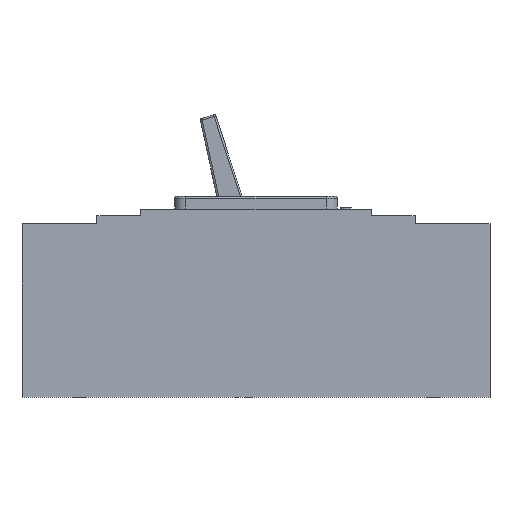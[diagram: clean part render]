
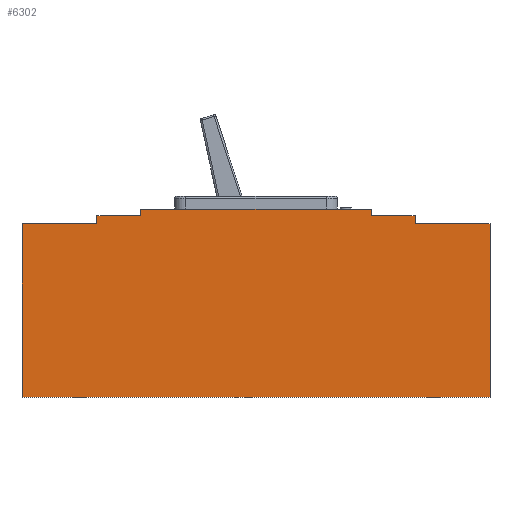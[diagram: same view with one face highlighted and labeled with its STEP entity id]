
A CAD part, left-side view. The second image highlights one B-rep face of the part: STEP entity #6302.
In plain terms, the highlighted planar face has unit normal (-1, 0, 0).
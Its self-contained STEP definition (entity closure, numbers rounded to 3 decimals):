
#167 = ORIENTED_EDGE ( 'NONE', *, *, #742, .F. ) ;
#250 = CARTESIAN_POINT ( 'NONE',  ( -71.5, -87., 95. ) ) ;
#288 = VERTEX_POINT ( 'NONE', #250 ) ;
#395 = EDGE_CURVE ( 'NONE', #9093, #3186, #7953, .T. ) ;
#404 = CARTESIAN_POINT ( 'NONE',  ( -71.5, -128., 95. ) ) ;
#700 = EDGE_CURVE ( 'NONE', #2341, #4552, #9072, .T. ) ;
#742 = EDGE_CURVE ( 'NONE', #2685, #2341, #3126, .T. ) ;
#782 = CARTESIAN_POINT ( 'NONE',  ( -71.5, -128., 95. ) ) ;
#929 = CARTESIAN_POINT ( 'NONE',  ( -71.5, -63., 99.5 ) ) ;
#976 = CARTESIAN_POINT ( 'NONE',  ( -71.5, -87., 99.5 ) ) ;
#1303 = ORIENTED_EDGE ( 'NONE', *, *, #3013, .F. ) ;
#1324 = LINE ( 'NONE', #5343, #2424 ) ;
#1336 = CARTESIAN_POINT ( 'NONE',  ( -71.5, -128., 0. ) ) ;
#1372 = VECTOR ( 'NONE', #5570, 1000. ) ;
#1692 = DIRECTION ( 'NONE',  ( 0., -1., 0. ) ) ;
#1749 = EDGE_CURVE ( 'NONE', #4678, #3186, #7795, .T. ) ;
#1989 = DIRECTION ( 'NONE',  ( 0., 0., -1. ) ) ;
#2282 = VERTEX_POINT ( 'NONE', #6397 ) ;
#2341 = VERTEX_POINT ( 'NONE', #929 ) ;
#2424 = VECTOR ( 'NONE', #6198, 1000. ) ;
#2430 = EDGE_CURVE ( 'NONE', #9093, #7343, #9888, .T. ) ;
#2642 = DIRECTION ( 'NONE',  ( 0., -1., 0. ) ) ;
#2685 = VERTEX_POINT ( 'NONE', #7830 ) ;
#2946 = EDGE_CURVE ( 'NONE', #5364, #8357, #10253, .T. ) ;
#2949 = VECTOR ( 'NONE', #8665, 1000. ) ;
#2963 = CARTESIAN_POINT ( 'NONE',  ( -71.5, 87., 99.5 ) ) ;
#3013 = EDGE_CURVE ( 'NONE', #4867, #8357, #5938, .T. ) ;
#3126 = LINE ( 'NONE', #3871, #8813 ) ;
#3186 = VERTEX_POINT ( 'NONE', #8712 ) ;
#3261 = ORIENTED_EDGE ( 'NONE', *, *, #8404, .F. ) ;
#3351 = ORIENTED_EDGE ( 'NONE', *, *, #8869, .F. ) ;
#3365 = ORIENTED_EDGE ( 'NONE', *, *, #700, .F. ) ;
#3534 = CARTESIAN_POINT ( 'NONE',  ( -71.5, 63., 103. ) ) ;
#3871 = CARTESIAN_POINT ( 'NONE',  ( -71.5, -63., 103. ) ) ;
#4552 = VERTEX_POINT ( 'NONE', #976 ) ;
#4678 = VERTEX_POINT ( 'NONE', #3534 ) ;
#4689 = VECTOR ( 'NONE', #5077, 1000. ) ;
#4720 = ORIENTED_EDGE ( 'NONE', *, *, #7452, .T. ) ;
#4867 = VERTEX_POINT ( 'NONE', #8338 ) ;
#5077 = DIRECTION ( 'NONE',  ( 0., 0., -1. ) ) ;
#5206 = VECTOR ( 'NONE', #9900, 1000. ) ;
#5296 = CARTESIAN_POINT ( 'NONE',  ( -71.5, 87., 95. ) ) ;
#5343 = CARTESIAN_POINT ( 'NONE',  ( -71.5, 63., 103. ) ) ;
#5364 = VERTEX_POINT ( 'NONE', #6037 ) ;
#5570 = DIRECTION ( 'NONE',  ( 0., 0., -1. ) ) ;
#5938 = LINE ( 'NONE', #404, #6307 ) ;
#5970 = VECTOR ( 'NONE', #9229, 1000. ) ;
#6037 = CARTESIAN_POINT ( 'NONE',  ( -71.5, 128., 0. ) ) ;
#6051 = LINE ( 'NONE', #6255, #2949 ) ;
#6198 = DIRECTION ( 'NONE',  ( 0., -1., 0. ) ) ;
#6255 = CARTESIAN_POINT ( 'NONE',  ( -71.5, -128., 95. ) ) ;
#6258 = DIRECTION ( 'NONE',  ( 1., 0., 0. ) ) ;
#6302 = ADVANCED_FACE ( 'NONE', ( #8416 ), #10218, .F. ) ;
#6307 = VECTOR ( 'NONE', #1989, 1000. ) ;
#6397 = CARTESIAN_POINT ( 'NONE',  ( -71.5, 128., 95. ) ) ;
#6856 = DIRECTION ( 'NONE',  ( 0., 0., -1. ) ) ;
#6885 = CARTESIAN_POINT ( 'NONE',  ( -71.5, 63., 103. ) ) ;
#6911 = LINE ( 'NONE', #7081, #10240 ) ;
#7081 = CARTESIAN_POINT ( 'NONE',  ( -71.5, 128., 95. ) ) ;
#7179 = ORIENTED_EDGE ( 'NONE', *, *, #8583, .F. ) ;
#7308 = ORIENTED_EDGE ( 'NONE', *, *, #1749, .T. ) ;
#7343 = VERTEX_POINT ( 'NONE', #5296 ) ;
#7452 = EDGE_CURVE ( 'NONE', #2282, #5364, #6911, .T. ) ;
#7487 = EDGE_CURVE ( 'NONE', #288, #4867, #6051, .T. ) ;
#7489 = VECTOR ( 'NONE', #8116, 1000. ) ;
#7740 = LINE ( 'NONE', #9647, #9959 ) ;
#7771 = DIRECTION ( 'NONE',  ( 0., 0., -1. ) ) ;
#7795 = LINE ( 'NONE', #6885, #1372 ) ;
#7830 = CARTESIAN_POINT ( 'NONE',  ( -71.5, -63., 103. ) ) ;
#7864 = ORIENTED_EDGE ( 'NONE', *, *, #395, .F. ) ;
#7926 = CARTESIAN_POINT ( 'NONE',  ( -71.5, 87., 99.5 ) ) ;
#7953 = LINE ( 'NONE', #7926, #9928 ) ;
#8107 = ORIENTED_EDGE ( 'NONE', *, *, #2946, .T. ) ;
#8116 = DIRECTION ( 'NONE',  ( 0., 0., -1. ) ) ;
#8136 = AXIS2_PLACEMENT_3D ( 'NONE', #782, #6258, #7771 ) ;
#8338 = CARTESIAN_POINT ( 'NONE',  ( -71.5, -128., 95. ) ) ;
#8357 = VERTEX_POINT ( 'NONE', #9853 ) ;
#8404 = EDGE_CURVE ( 'NONE', #4678, #2685, #1324, .T. ) ;
#8405 = CARTESIAN_POINT ( 'NONE',  ( -71.5, 87., 99.5 ) ) ;
#8416 = FACE_OUTER_BOUND ( 'NONE', #9731, .T. ) ;
#8583 = EDGE_CURVE ( 'NONE', #2282, #7343, #7740, .T. ) ;
#8620 = ORIENTED_EDGE ( 'NONE', *, *, #2430, .T. ) ;
#8665 = DIRECTION ( 'NONE',  ( 0., -1., 0. ) ) ;
#8712 = CARTESIAN_POINT ( 'NONE',  ( -71.5, 63., 99.5 ) ) ;
#8813 = VECTOR ( 'NONE', #6856, 1000. ) ;
#8843 = CARTESIAN_POINT ( 'NONE',  ( -71.5, -87., 99.5 ) ) ;
#8869 = EDGE_CURVE ( 'NONE', #4552, #288, #9100, .T. ) ;
#9072 = LINE ( 'NONE', #8405, #5970 ) ;
#9093 = VERTEX_POINT ( 'NONE', #2963 ) ;
#9100 = LINE ( 'NONE', #8843, #7489 ) ;
#9229 = DIRECTION ( 'NONE',  ( 0., -1., 0. ) ) ;
#9647 = CARTESIAN_POINT ( 'NONE',  ( -71.5, -128., 95. ) ) ;
#9731 = EDGE_LOOP ( 'NONE', ( #8107, #1303, #9941, #3351, #3365, #167, #3261, #7308, #7864, #8620, #7179, #4720 ) ) ;
#9853 = CARTESIAN_POINT ( 'NONE',  ( -71.5, -128., 0. ) ) ;
#9888 = LINE ( 'NONE', #9912, #4689 ) ;
#9900 = DIRECTION ( 'NONE',  ( 0., -1., 0. ) ) ;
#9912 = CARTESIAN_POINT ( 'NONE',  ( -71.5, 87., 99.5 ) ) ;
#9928 = VECTOR ( 'NONE', #1692, 1000. ) ;
#9941 = ORIENTED_EDGE ( 'NONE', *, *, #7487, .F. ) ;
#9959 = VECTOR ( 'NONE', #2642, 1000. ) ;
#10154 = DIRECTION ( 'NONE',  ( 0., 0., -1. ) ) ;
#10218 = PLANE ( 'NONE',  #8136 ) ;
#10240 = VECTOR ( 'NONE', #10154, 1000. ) ;
#10253 = LINE ( 'NONE', #1336, #5206 ) ;
